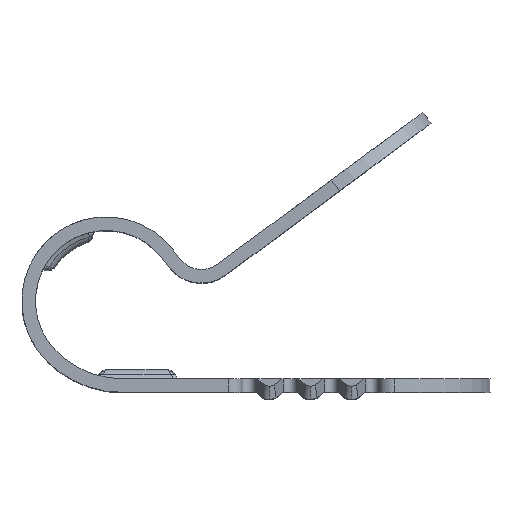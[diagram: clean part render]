
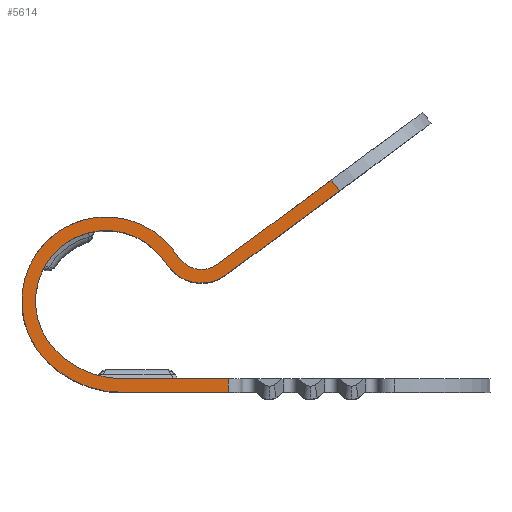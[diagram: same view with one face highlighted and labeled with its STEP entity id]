
A CAD part, top view. The second image highlights one B-rep face of the part: STEP entity #5614.
In plain terms, the highlighted planar face has unit normal (0, 0, 1).
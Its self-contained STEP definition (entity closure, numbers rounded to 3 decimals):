
#190=CIRCLE('',#5874,1.8);
#192=CIRCLE('',#5877,1.2);
#221=CIRCLE('',#5998,4.667);
#224=CIRCLE('',#6002,3.7);
#226=CIRCLE('',#6005,3.1);
#228=CIRCLE('',#6008,4.067);
#2236=ORIENTED_EDGE('',*,*,#3077,.F.);
#2237=ORIENTED_EDGE('',*,*,#3081,.T.);
#2238=ORIENTED_EDGE('',*,*,#2868,.T.);
#2239=ORIENTED_EDGE('',*,*,#3074,.F.);
#2240=ORIENTED_EDGE('',*,*,#3065,.T.);
#2241=ORIENTED_EDGE('',*,*,#3059,.T.);
#2242=ORIENTED_EDGE('',*,*,#3038,.T.);
#2243=ORIENTED_EDGE('',*,*,#3058,.F.);
#2244=ORIENTED_EDGE('',*,*,#3049,.F.);
#2245=ORIENTED_EDGE('',*,*,#3072,.F.);
#2246=ORIENTED_EDGE('',*,*,#3069,.F.);
#2247=ORIENTED_EDGE('',*,*,#3083,.T.);
#2248=ORIENTED_EDGE('',*,*,#2864,.T.);
#2249=ORIENTED_EDGE('',*,*,#3086,.T.);
#2864=EDGE_CURVE('',#3474,#3476,#190,.T.);
#2868=EDGE_CURVE('',#3477,#3480,#192,.T.);
#3038=EDGE_CURVE('',#3598,#3597,#4042,.T.);
#3049=EDGE_CURVE('',#3603,#3604,#4051,.T.);
#3058=EDGE_CURVE('',#3604,#3597,#4055,.T.);
#3059=EDGE_CURVE('',#3607,#3598,#221,.T.);
#3065=EDGE_CURVE('',#3609,#3607,#224,.T.);
#3069=EDGE_CURVE('',#3613,#3614,#226,.T.);
#3072=EDGE_CURVE('',#3614,#3603,#228,.T.);
#3074=EDGE_CURVE('',#3609,#3480,#4063,.T.);
#3077=EDGE_CURVE('',#3617,#3618,#4064,.T.);
#3081=EDGE_CURVE('',#3617,#3477,#4066,.T.);
#3083=EDGE_CURVE('',#3613,#3474,#4068,.T.);
#3086=EDGE_CURVE('',#3476,#3618,#4071,.T.);
#3474=VERTEX_POINT('',#12072);
#3476=VERTEX_POINT('',#12076);
#3477=VERTEX_POINT('',#12080);
#3480=VERTEX_POINT('',#12085);
#3597=VERTEX_POINT('',#12425);
#3598=VERTEX_POINT('',#12427);
#3603=VERTEX_POINT('',#12444);
#3604=VERTEX_POINT('',#12446);
#3607=VERTEX_POINT('',#12466);
#3609=VERTEX_POINT('',#12473);
#3613=VERTEX_POINT('',#12483);
#3614=VERTEX_POINT('',#12485);
#3617=VERTEX_POINT('',#12501);
#3618=VERTEX_POINT('',#12502);
#4042=LINE('',#12426,#4493);
#4051=LINE('',#12445,#4502);
#4055=LINE('',#12462,#4506);
#4063=LINE('',#12493,#4514);
#4064=LINE('',#12500,#4515);
#4066=LINE('',#12509,#4517);
#4068=LINE('',#12512,#4519);
#4071=LINE('',#12517,#4522);
#4493=VECTOR('',#7153,1000.);
#4502=VECTOR('',#7170,1000.);
#4506=VECTOR('',#7194,1000.);
#4514=VECTOR('',#7232,1000.);
#4515=VECTOR('',#7241,1000.);
#4517=VECTOR('',#7249,1000.);
#4519=VECTOR('',#7253,1000.);
#4522=VECTOR('',#7260,1000.);
#4843=EDGE_LOOP('',(#2236,#2237,#2238,#2239,#2240,#2241,#2242,#2243,#2244,
#2245,#2246,#2247,#2248,#2249));
#5164=FACE_BOUND('',#4843,.T.);
#5304=PLANE('',#6021);
#5614=ADVANCED_FACE('',(#5164),#5304,.T.);
#5874=AXIS2_PLACEMENT_3D('',#12077,#6817,#6818);
#5877=AXIS2_PLACEMENT_3D('',#12086,#6825,#6826);
#5998=AXIS2_PLACEMENT_3D('',#12465,#7199,#7200);
#6002=AXIS2_PLACEMENT_3D('',#12476,#7210,#7211);
#6005=AXIS2_PLACEMENT_3D('',#12484,#7218,#7219);
#6008=AXIS2_PLACEMENT_3D('',#12489,#7225,#7226);
#6021=AXIS2_PLACEMENT_3D('',#12518,#7261,#7262);
#6817=DIRECTION('',(0.,0.,1.));
#6818=DIRECTION('',(1.,0.,0.));
#6825=DIRECTION('',(0.,0.,-1.));
#6826=DIRECTION('',(-1.,0.,0.));
#7153=DIRECTION('',(1.,0.,0.));
#7170=DIRECTION('',(1.,0.,0.));
#7194=DIRECTION('',(0.,-1.,0.));
#7199=DIRECTION('',(0.,0.,1.));
#7200=DIRECTION('',(1.,0.,0.));
#7210=DIRECTION('',(0.,0.,1.));
#7211=DIRECTION('',(1.,0.,0.));
#7218=DIRECTION('',(0.,0.,1.));
#7219=DIRECTION('',(1.,0.,0.));
#7225=DIRECTION('',(0.,0.,1.));
#7226=DIRECTION('',(1.,0.,0.));
#7232=DIRECTION('',(0.595,-0.804,0.));
#7241=DIRECTION('',(0.595,-0.804,0.));
#7249=DIRECTION('',(-0.804,-0.595,0.));
#7253=DIRECTION('',(0.595,-0.804,0.));
#7260=DIRECTION('',(0.804,0.595,0.));
#7261=DIRECTION('',(0.,0.,1.));
#7262=DIRECTION('',(1.,0.,0.));
#12072=CARTESIAN_POINT('',(27.423,31.05,5.));
#12076=CARTESIAN_POINT('',(29.941,30.674,5.));
#12077=CARTESIAN_POINT('',(28.87,32.121,5.));
#12080=CARTESIAN_POINT('',(29.584,31.157,5.));
#12085=CARTESIAN_POINT('',(27.906,31.407,5.));
#12086=CARTESIAN_POINT('',(28.87,32.121,5.));
#12425=CARTESIAN_POINT('',(30.043,25.529,5.));
#12426=CARTESIAN_POINT('',(40.526,25.529,5.));
#12427=CARTESIAN_POINT('',(25.393,25.529,5.));
#12444=CARTESIAN_POINT('',(25.393,26.129,5.));
#12445=CARTESIAN_POINT('',(40.526,26.129,5.));
#12446=CARTESIAN_POINT('',(30.043,26.129,5.));
#12462=CARTESIAN_POINT('',(30.043,0.,5.));
#12465=CARTESIAN_POINT('',(25.393,30.195,5.));
#12466=CARTESIAN_POINT('',(22.014,26.977,5.));
#12473=CARTESIAN_POINT('',(27.667,31.73,5.));
#12476=CARTESIAN_POINT('',(24.693,29.529,5.));
#12483=CARTESIAN_POINT('',(27.185,31.373,5.));
#12484=CARTESIAN_POINT('',(24.693,29.529,5.));
#12485=CARTESIAN_POINT('',(22.448,27.391,5.));
#12489=CARTESIAN_POINT('',(25.393,30.195,5.));
#12493=CARTESIAN_POINT('',(27.667,31.73,5.));
#12500=CARTESIAN_POINT('',(58.765,2.144,5.));
#12501=CARTESIAN_POINT('',(34.568,34.844,5.));
#12502=CARTESIAN_POINT('',(34.925,34.362,5.));
#12509=CARTESIAN_POINT('',(0.347,9.522,5.));
#12512=CARTESIAN_POINT('',(27.698,30.679,5.));
#12517=CARTESIAN_POINT('',(0.347,8.776,5.));
#12518=CARTESIAN_POINT('',(0.347,1.668,5.));
